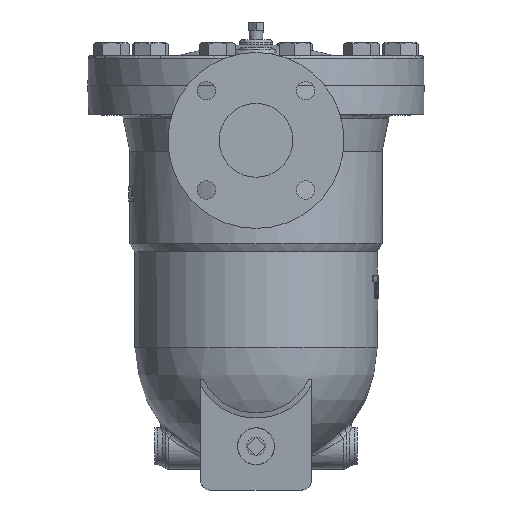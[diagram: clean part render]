
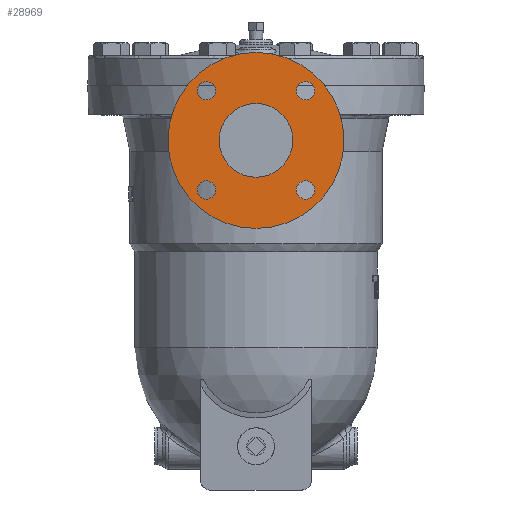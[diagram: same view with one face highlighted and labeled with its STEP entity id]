
A CAD part, left-side view. The second image highlights one B-rep face of the part: STEP entity #28969.
In plain terms, the highlighted planar face has unit normal (-1, 0, 0).
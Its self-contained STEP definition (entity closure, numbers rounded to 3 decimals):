
#28822=CARTESIAN_POINT('',(-253.,-53.882,-123.882));
#28823=VERTEX_POINT('',#28822);
#28824=CARTESIAN_POINT('',(-253.,-53.882,-113.882));
#28825=DIRECTION('',(1.0,0.0,0.0));
#28826=DIRECTION('',(0.0,0.0,-1.0));
#28827=AXIS2_PLACEMENT_3D('',#28824,#28825,#28826);
#28828=CIRCLE('',#28827,10.0);
#28829=EDGE_CURVE('',#28823,#28823,#28828,.T.);
#28902=CARTESIAN_POINT('',(-253.,63.882,-113.882));
#28903=VERTEX_POINT('',#28902);
#28904=CARTESIAN_POINT('',(-253.,53.882,-113.882));
#28905=DIRECTION('',(1.0,0.0,0.0));
#28906=DIRECTION('',(0.0,1.0,0.0));
#28907=AXIS2_PLACEMENT_3D('',#28904,#28905,#28906);
#28908=CIRCLE('',#28907,10.0);
#28909=EDGE_CURVE('',#28903,#28903,#28908,.T.);
#28914=CARTESIAN_POINT('',(-253.,0.0,-12.25));
#28915=DIRECTION('',(-1.0,0.0,0.0));
#28916=DIRECTION('',(0.0,0.0,1.0));
#28917=AXIS2_PLACEMENT_3D('',#28914,#28915,#28916);
#28918=PLANE('',#28917);
#28919=CARTESIAN_POINT('',(-253.,0.0,35.5));
#28920=VERTEX_POINT('',#28919);
#28921=CARTESIAN_POINT('',(-253.,0.0,-60.));
#28922=DIRECTION('',(-1.0,0.0,0.0));
#28923=DIRECTION('',(0.0,0.0,1.0));
#28924=AXIS2_PLACEMENT_3D('',#28921,#28922,#28923);
#28925=CIRCLE('',#28924,95.5);
#28926=EDGE_CURVE('',#28920,#28920,#28925,.T.);
#28927=ORIENTED_EDGE('',*,*,#28926,.T.);
#28928=EDGE_LOOP('',(#28927));
#28929=FACE_OUTER_BOUND('',#28928,.T.);
#28930=ORIENTED_EDGE('',*,*,#28909,.T.);
#28931=EDGE_LOOP('',(#28930));
#28932=FACE_BOUND('',#28931,.T.);
#28933=CARTESIAN_POINT('',(-253.,0.,-20.));
#28934=VERTEX_POINT('',#28933);
#28935=CARTESIAN_POINT('',(-253.,0.0,-60.));
#28936=DIRECTION('',(1.0,0.0,0.0));
#28937=DIRECTION('',(0.0,0.0,-1.0));
#28938=AXIS2_PLACEMENT_3D('',#28935,#28936,#28937);
#28939=CIRCLE('',#28938,40.0);
#28940=EDGE_CURVE('',#28934,#28934,#28939,.T.);
#28941=ORIENTED_EDGE('',*,*,#28940,.T.);
#28942=EDGE_LOOP('',(#28941));
#28943=FACE_BOUND('',#28942,.T.);
#28944=CARTESIAN_POINT('',(-253.,53.882,3.882));
#28945=VERTEX_POINT('',#28944);
#28946=CARTESIAN_POINT('',(-253.,53.882,-6.118));
#28947=DIRECTION('',(1.0,0.0,0.0));
#28948=DIRECTION('',(0.0,0.0,1.0));
#28949=AXIS2_PLACEMENT_3D('',#28946,#28947,#28948);
#28950=CIRCLE('',#28949,10.0);
#28951=EDGE_CURVE('',#28945,#28945,#28950,.T.);
#28952=ORIENTED_EDGE('',*,*,#28951,.T.);
#28953=EDGE_LOOP('',(#28952));
#28954=FACE_BOUND('',#28953,.T.);
#28955=CARTESIAN_POINT('',(-253.,-63.882,-6.118));
#28956=VERTEX_POINT('',#28955);
#28957=CARTESIAN_POINT('',(-253.,-53.882,-6.118));
#28958=DIRECTION('',(1.0,0.0,0.0));
#28959=DIRECTION('',(0.0,-1.0,0.0));
#28960=AXIS2_PLACEMENT_3D('',#28957,#28958,#28959);
#28961=CIRCLE('',#28960,10.0);
#28962=EDGE_CURVE('',#28956,#28956,#28961,.T.);
#28963=ORIENTED_EDGE('',*,*,#28962,.T.);
#28964=EDGE_LOOP('',(#28963));
#28965=FACE_BOUND('',#28964,.T.);
#28966=ORIENTED_EDGE('',*,*,#28829,.T.);
#28967=EDGE_LOOP('',(#28966));
#28968=FACE_BOUND('',#28967,.T.);
#28969=ADVANCED_FACE('',(#28929,#28932,#28943,#28954,#28965,#28968),#28918,.T.);
